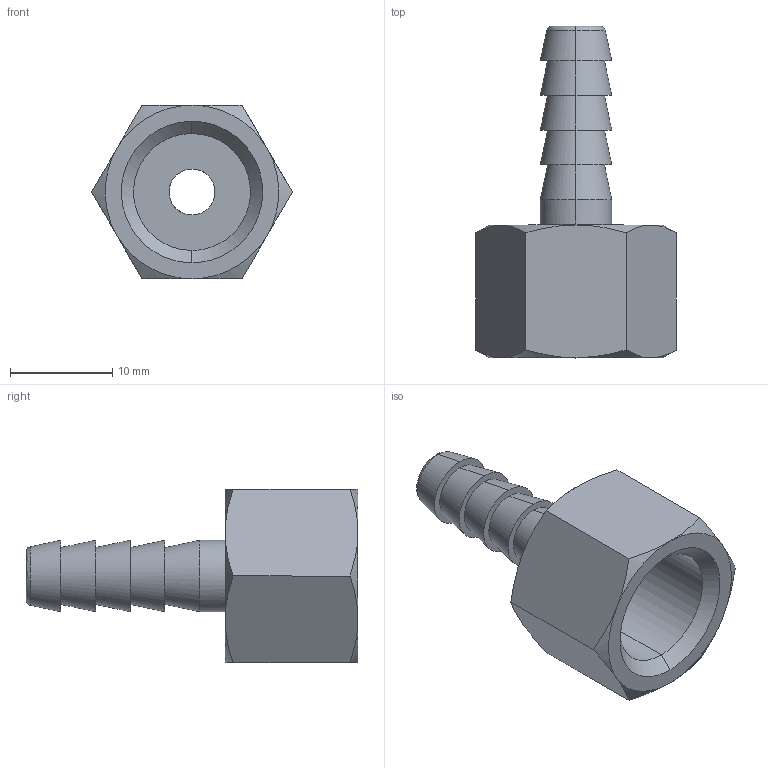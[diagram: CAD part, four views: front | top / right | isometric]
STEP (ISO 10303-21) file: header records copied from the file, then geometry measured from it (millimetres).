
FILE_DESCRIPTION (( 'STEP AP214' ), '1' );
FILE_NAME ('DRF.SP52-07.STEP', '2018-09-06T09:21:58', ( '' ), ( '' ), 'SwSTEP 2.0', 'SolidWorks 2018', '' );
FILE_SCHEMA (( 'AUTOMOTIVE_DESIGN' ));
Length unit declared in the file: millimetre
Products named in the file (1): DRF.SP52-07
Bounding box: 19.63 x 32.5 x 17 mm (x, y, z)
Volume: 2365.4 mm3; surface area: 2325.3 mm2
Topology: 1 solids, 1 shells, 46 faces, 96 edges, 58 vertices
Faces by surface type: bspline 46
Entity records: 2148 total; most frequent: CARTESIAN_POINT 1512, ORIENTED_EDGE 192, EDGE_CURVE 96, B_SPLINE_CURVE_WITH_KNOTS 81, VERTEX_POINT 58, EDGE_LOOP 54, ADVANCED_FACE 46, FACE_OUTER_BOUND 46
